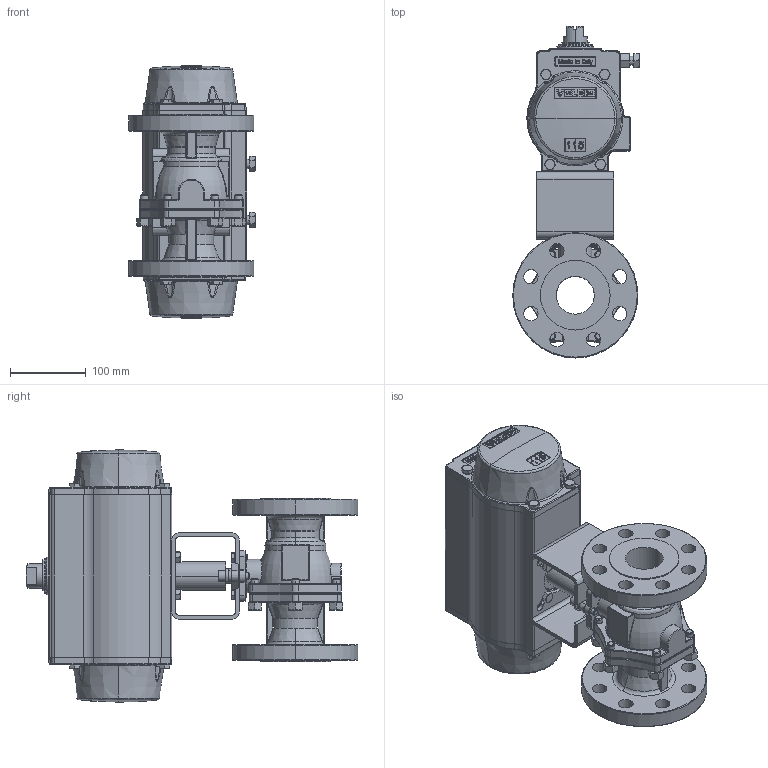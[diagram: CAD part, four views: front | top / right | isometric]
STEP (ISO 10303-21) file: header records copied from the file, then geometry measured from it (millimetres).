
FILE_DESCRIPTION (( 'STEP AP203' ), '1' );
FILE_NAME ('6801F-200_UT-3.5.STEP', '2017-12-07T14:17:53', ( '' ), ( '' ), 'SwSTEP 2.0', 'SolidWorks 2014', '' );
FILE_SCHEMA (( 'CONFIG_CONTROL_DESIGN' ));
Length unit declared in the file: inch
Products named in the file (1): 6801F-200_UT-3.5
Bounding box: 167 x 438.02 x 333.18 mm (x, y, z)
Surface area: 513302.1 mm2 (no closed solid volume)
Topology: 0 solids, 39 shells, 1534 faces, 4888 edges, 3249 vertices
Faces by surface type: plane 513, cylinder 377, bspline 284, cone 226, torus 92, sphere 42
Entity records: 74459 total; most frequent: CARTESIAN_POINT 34206, ORIENTED_EDGE 8064, DIRECTION 7951, EDGE_CURVE 4870, VERTEX_POINT 3249, AXIS2_PLACEMENT_3D 3083, CIRCLE 1832, LINE 1785
